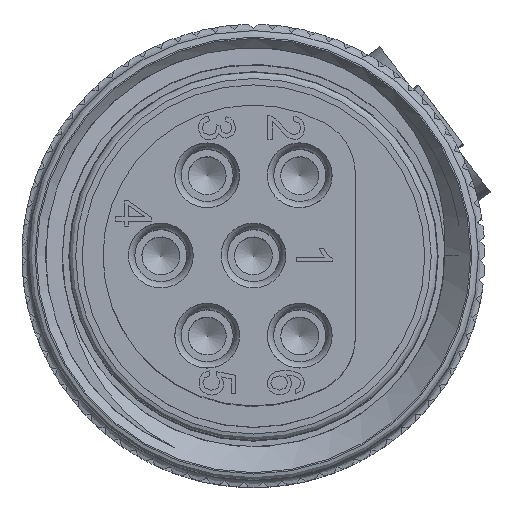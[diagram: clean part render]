
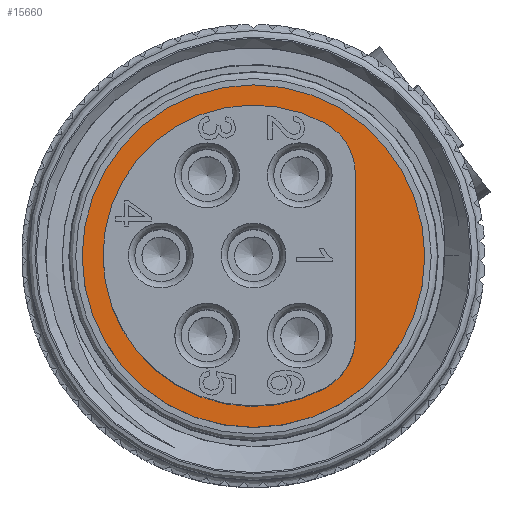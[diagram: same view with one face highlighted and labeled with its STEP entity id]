
A CAD part, top view. The second image highlights one B-rep face of the part: STEP entity #15660.
In plain terms, the highlighted planar face has unit normal (0, 0, 1).
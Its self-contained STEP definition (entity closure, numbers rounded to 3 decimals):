
#1772=LINE('',#39355,#2754);
#2754=VECTOR('',#20781,1000.);
#3092=FACE_BOUND('',#4831,.T.);
#3912=FACE_OUTER_BOUND('',#4830,.T.);
#4830=EDGE_LOOP('',(#13493));
#4831=EDGE_LOOP('',(#13494,#13495,#13496,#13497));
#5548=CIRCLE('',#17056,4.699);
#5550=CIRCLE('',#17064,4.128);
#5551=CIRCLE('',#17067,1.575);
#5552=CIRCLE('',#17068,1.575);
#6978=VERTEX_POINT('',#39339);
#6980=VERTEX_POINT('',#39353);
#6981=VERTEX_POINT('',#39354);
#6982=VERTEX_POINT('',#39359);
#6983=VERTEX_POINT('',#39361);
#9161=EDGE_CURVE('',#6978,#6978,#5548,.T.);
#9168=EDGE_CURVE('',#6980,#6981,#1772,.T.);
#9172=EDGE_CURVE('',#6983,#6982,#5550,.T.);
#9174=EDGE_CURVE('',#6980,#6983,#5551,.T.);
#9175=EDGE_CURVE('',#6982,#6981,#5552,.T.);
#13493=ORIENTED_EDGE('',*,*,#9161,.F.);
#13494=ORIENTED_EDGE('',*,*,#9168,.F.);
#13495=ORIENTED_EDGE('',*,*,#9174,.T.);
#13496=ORIENTED_EDGE('',*,*,#9172,.T.);
#13497=ORIENTED_EDGE('',*,*,#9175,.T.);
#13986=PLANE('',#17066);
#15660=ADVANCED_FACE('',(#3912,#3092),#13986,.F.);
#17056=AXIS2_PLACEMENT_3D('',#39340,#20762,#20763);
#17064=AXIS2_PLACEMENT_3D('',#39362,#20787,#20788);
#17066=AXIS2_PLACEMENT_3D('',#39365,#20792,#20793);
#17067=AXIS2_PLACEMENT_3D('',#39366,#20794,#20795);
#17068=AXIS2_PLACEMENT_3D('',#39367,#20796,#20797);
#20762=DIRECTION('center_axis',(0.,0.,-1.));
#20763=DIRECTION('ref_axis',(-1.,0.,0.));
#20781=DIRECTION('',(0.,1.,0.));
#20787=DIRECTION('center_axis',(0.,0.,-1.));
#20788=DIRECTION('ref_axis',(-1.,0.,0.));
#20792=DIRECTION('center_axis',(0.,0.,-1.));
#20793=DIRECTION('ref_axis',(-1.,0.,0.));
#20794=DIRECTION('center_axis',(0.,0.,-1.));
#20795=DIRECTION('ref_axis',(-1.,0.,0.));
#20796=DIRECTION('center_axis',(0.,0.,-1.));
#20797=DIRECTION('ref_axis',(-1.,0.,0.));
#39339=CARTESIAN_POINT('',(-4.699,0.,4.769));
#39340=CARTESIAN_POINT('Origin',(0.,0.,
4.769));
#39353=CARTESIAN_POINT('',(2.794,-2.243,4.769));
#39354=CARTESIAN_POINT('',(2.794,2.243,4.769));
#39355=CARTESIAN_POINT('',(2.794,0.,4.769));
#39359=CARTESIAN_POINT('',(1.971,3.626,4.769));
#39361=CARTESIAN_POINT('',(1.971,-3.626,4.769));
#39362=CARTESIAN_POINT('Origin',(0.,0.,
4.769));
#39365=CARTESIAN_POINT('Origin',(0.,0.,
4.769));
#39366=CARTESIAN_POINT('Origin',(1.219,-2.243,4.769));
#39367=CARTESIAN_POINT('Origin',(1.219,2.243,4.769));
